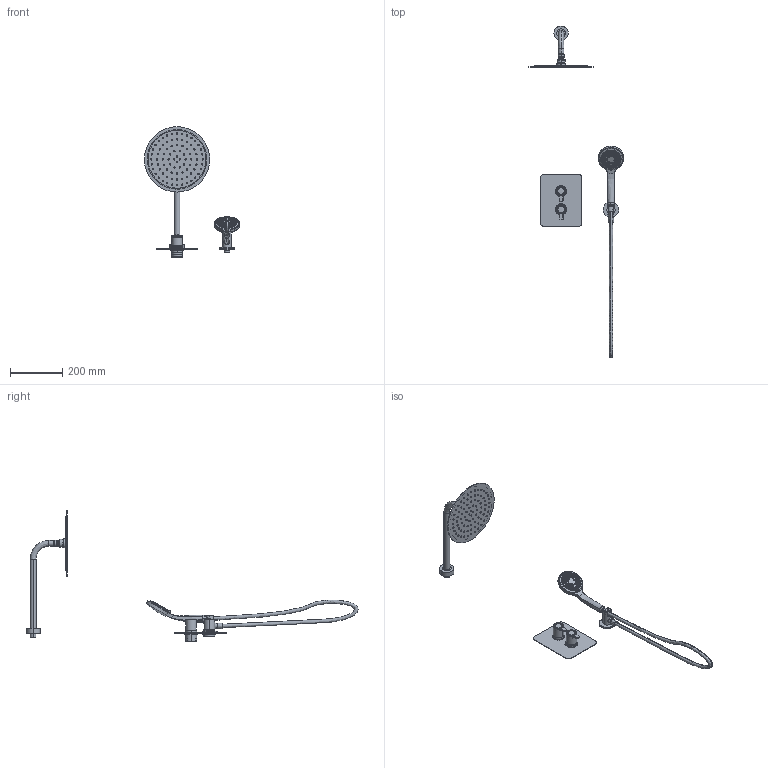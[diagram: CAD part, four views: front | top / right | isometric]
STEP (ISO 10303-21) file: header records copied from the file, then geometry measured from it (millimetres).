
FILE_DESCRIPTION (( 'STEP AP203' ), '1' );
FILE_NAME ('94DP03673_00_B.STEP', '2021-04-13T09:51:02', ( '' ), ( '' ), 'SwSTEP 2.0', 'SolidWorks 2018', '' );
FILE_SCHEMA (( 'CONFIG_CONTROL_DESIGN' ));
Length unit declared in the file: millimetre
Products named in the file (1): 94DP03673_00_B
Bounding box: 364.18 x 1268.99 x 499.39 mm (x, y, z)
Surface area: 398690.8 mm2 (no closed solid volume)
Topology: 0 solids, 20 shells, 1381 faces, 2902 edges, 1846 vertices
Faces by surface type: cylinder 712, plane 384, bspline 242, cone 43
Entity records: 49709 total; most frequent: CARTESIAN_POINT 20628, DIRECTION 6255, ORIENTED_EDGE 5762, EDGE_CURVE 2884, AXIS2_PLACEMENT_3D 2701, VERTEX_POINT 1845, EDGE_LOOP 1719, CIRCLE 1561
